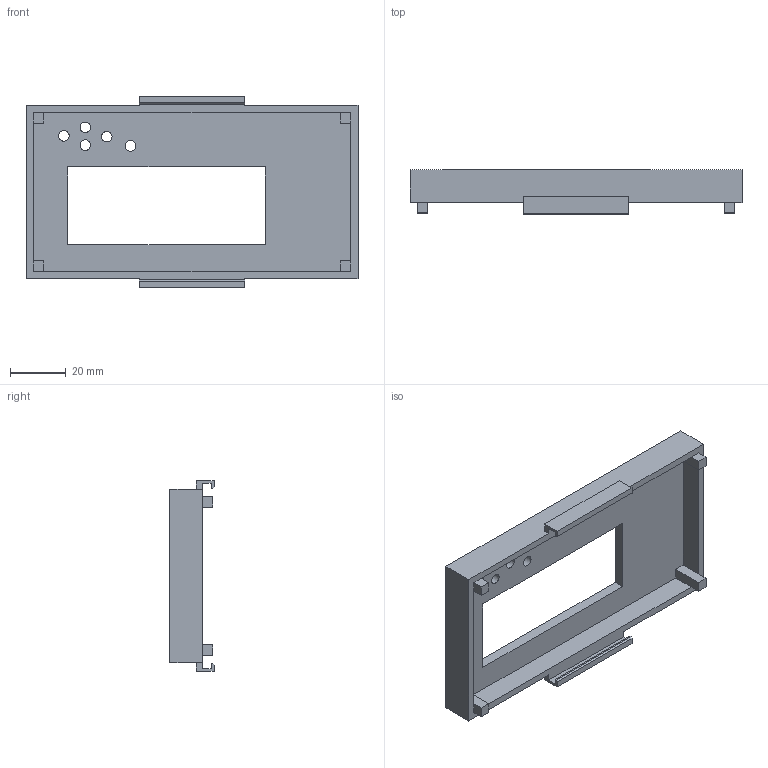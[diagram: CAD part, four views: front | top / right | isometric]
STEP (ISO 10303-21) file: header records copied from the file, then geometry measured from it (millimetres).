
FILE_DESCRIPTION(/* description */ (''),/* implementation_level */ '2;1');
FILE_NAME(/* name */ 'Lid_LCD.step',/* time_stamp */ '2024-02-10T17:27:24-05:00',/* author */ ('Martin'),/* organization */ (''),/* preprocessor_version */ 'ST-DEVELOPER v19.2',/* originating_system */ 'Autodesk Inventor 2024',/* authorisation */ '');
FILE_SCHEMA (('AUTOMOTIVE_DESIGN { 1 0 10303 214 3 1 1 }'));
Length unit declared in the file: inch
Products named in the file (1): Lid_LCD
Bounding box: 119.38 x 15.91 x 68.58 mm (x, y, z)
Volume: 29206.7 mm3; surface area: 20371.6 mm2
Topology: 1 solids, 1 shells, 58 faces, 157 edges, 102 vertices
Faces by surface type: plane 53, cylinder 5
Full cylindrical faces by diameter (mm): 3.81 x5
Entity records: 1856 total; most frequent: CARTESIAN_POINT 318, ORIENTED_EDGE 314, DIRECTION 285, EDGE_CURVE 157, LINE 147, VECTOR 147, VERTEX_POINT 102, EDGE_LOOP 71
